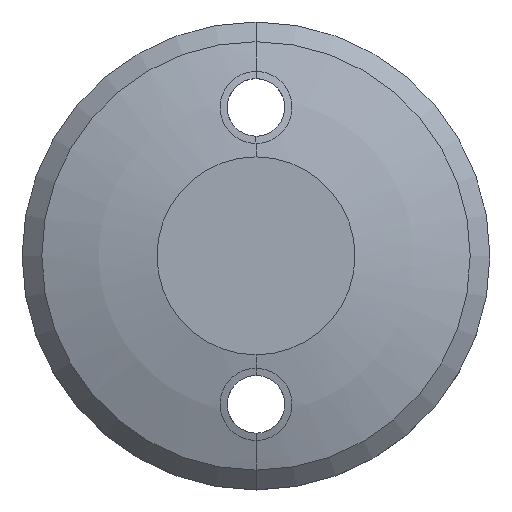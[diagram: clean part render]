
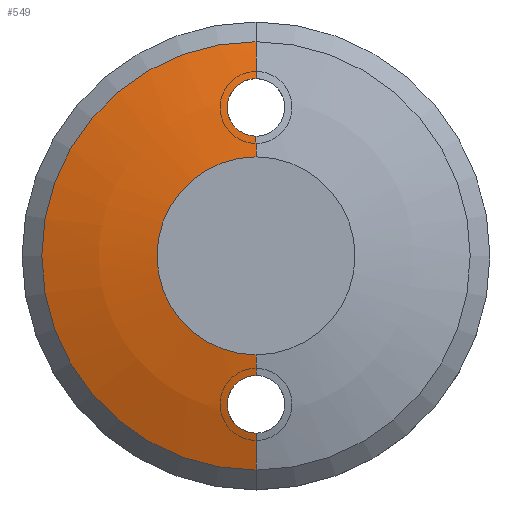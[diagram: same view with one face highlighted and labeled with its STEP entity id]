
A CAD part, top view. The second image highlights one B-rep face of the part: STEP entity #549.
In plain terms, the highlighted spherical face has radius 17 mm.
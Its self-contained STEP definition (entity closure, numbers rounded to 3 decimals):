
#81=CARTESIAN_POINT('',(0.,0.,-0.852));
#82=DIRECTION('',(0.,0.,1.));
#83=DIRECTION('',(0.,1.,0.));
#84=AXIS2_PLACEMENT_3D('',#81,#82,#83);
#86=CARTESIAN_POINT('',(-0.8,4.125,-0.304));
#87=CARTESIAN_POINT('',(-0.8,4.168,-0.314));
#88=CARTESIAN_POINT('',(-0.793,4.256,
-0.336));
#89=CARTESIAN_POINT('',(-0.759,4.391,
-0.37));
#90=CARTESIAN_POINT('',(-0.702,4.517,
-0.402));
#91=CARTESIAN_POINT('',(-0.628,4.625,
-0.429));
#92=CARTESIAN_POINT('',(-0.544,4.716,
-0.452));
#93=CARTESIAN_POINT('',(-0.427,4.808,
-0.475));
#94=CARTESIAN_POINT('',(-0.29,4.876,
-0.493));
#95=CARTESIAN_POINT('',(-0.142,4.917,
-0.503));
#96=CARTESIAN_POINT('',(-0.046,4.925,-0.505));
#97=CARTESIAN_POINT('',(0.,4.925,-0.505));
#99=CARTESIAN_POINT('',(0.,3.325,-0.104));
#100=CARTESIAN_POINT('',(-0.051,3.325,-0.104));
#101=CARTESIAN_POINT('',(-0.151,3.334,
-0.107));
#102=CARTESIAN_POINT('',(-0.298,3.378,
-0.117));
#103=CARTESIAN_POINT('',(-0.429,3.444,
-0.134));
#104=CARTESIAN_POINT('',(-0.548,3.536,
-0.157));
#105=CARTESIAN_POINT('',(-0.654,3.655,
-0.186));
#106=CARTESIAN_POINT('',(-0.738,3.8,
-0.222));
#107=CARTESIAN_POINT('',(-0.789,3.962,
-0.263));
#108=CARTESIAN_POINT('',(-0.8,4.071,-0.29));
#109=CARTESIAN_POINT('',(-0.8,4.125,-0.304));
#111=CARTESIAN_POINT('',(-0.8,-4.125,-0.304));
#112=CARTESIAN_POINT('',(-0.8,-4.077,-0.292));
#113=CARTESIAN_POINT('',(-0.791,-3.98,
-0.267));
#114=CARTESIAN_POINT('',(-0.751,-3.835,
-0.231));
#115=CARTESIAN_POINT('',(-0.684,-3.702,
-0.198));
#116=CARTESIAN_POINT('',(-0.596,-3.586,
-0.169));
#117=CARTESIAN_POINT('',(-0.497,-3.493,
-0.146));
#118=CARTESIAN_POINT('',(-0.386,-3.42,
-0.128));
#119=CARTESIAN_POINT('',(-0.266,-3.367,
-0.115));
#120=CARTESIAN_POINT('',(-0.134,-3.332,
-0.106));
#121=CARTESIAN_POINT('',(-0.045,-3.325,-0.104));
#122=CARTESIAN_POINT('',(0.,-3.325,-0.104));
#124=CARTESIAN_POINT('',(0.,-4.925,-0.505));
#125=CARTESIAN_POINT('',(-0.047,-4.925,-0.505));
#126=CARTESIAN_POINT('',(-0.143,-4.917,
-0.503));
#127=CARTESIAN_POINT('',(-0.294,-4.875,
-0.492));
#128=CARTESIAN_POINT('',(-0.431,-4.805,
-0.475));
#129=CARTESIAN_POINT('',(-0.548,-4.713,
-0.451));
#130=CARTESIAN_POINT('',(-0.631,-4.622,
-0.429));
#131=CARTESIAN_POINT('',(-0.704,-4.513,
-0.401));
#132=CARTESIAN_POINT('',(-0.76,-4.388,
-0.37));
#133=CARTESIAN_POINT('',(-0.793,-4.255,
-0.336));
#134=CARTESIAN_POINT('',(-0.8,-4.168,-0.314));
#135=CARTESIAN_POINT('',(-0.8,-4.125,-0.304));
#137=CARTESIAN_POINT('',(0.,0.,-16.776));
#138=DIRECTION('',(-1.,0.,0.));
#139=DIRECTION('',(0.,-0.35,0.937));
#140=AXIS2_PLACEMENT_3D('',#137,#138,#139);
#167=CARTESIAN_POINT('',(0.,0.,-16.776));
#168=DIRECTION('',(-1.,0.,0.));
#169=DIRECTION('',(0.,-0.196,0.981));
#170=AXIS2_PLACEMENT_3D('',#167,#168,#169);
#172=CARTESIAN_POINT('',(0.,0.,-16.776));
#173=DIRECTION('',(1.,0.,0.));
#174=DIRECTION('',(0.,0.196,0.981));
#175=AXIS2_PLACEMENT_3D('',#172,#173,#174);
#203=CARTESIAN_POINT('',(0.,0.,-16.776));
#204=DIRECTION('',(1.,0.,0.));
#205=DIRECTION('',(0.,0.35,0.937));
#206=AXIS2_PLACEMENT_3D('',#203,#204,#205);
#255=CARTESIAN_POINT('',(0.,0.,0.));
#256=DIRECTION('',(0.,0.,1.));
#257=DIRECTION('',(0.,1.,0.));
#258=AXIS2_PLACEMENT_3D('',#255,#256,#257);
#399=CARTESIAN_POINT('',(-0.8,-4.125,-0.304));
#400=VERTEX_POINT('',#399);
#405=CARTESIAN_POINT('',(-0.8,4.125,-0.304));
#406=VERTEX_POINT('',#405);
#415=CARTESIAN_POINT('',(0.,2.75,0.));
#416=CARTESIAN_POINT('',(0.,-2.75,0.));
#417=VERTEX_POINT('',#415);
#418=VERTEX_POINT('',#416);
#419=VERTEX_POINT('',#124);
#420=VERTEX_POINT('',#122);
#421=VERTEX_POINT('',#97);
#422=VERTEX_POINT('',#99);
#431=CARTESIAN_POINT('',(0.,-5.952,-0.852));
#432=VERTEX_POINT('',#431);
#433=CARTESIAN_POINT('',(0.,5.952,-0.852));
#434=VERTEX_POINT('',#433);
#524=CARTESIAN_POINT('',(0.,0.,-16.776));
#525=DIRECTION('',(0.,0.,1.));
#526=DIRECTION('',(0.,1.,0.));
#527=AXIS2_PLACEMENT_3D('',#524,#525,#526);
#528=SPHERICAL_SURFACE('',#527,17.);
#530=ORIENTED_EDGE('',*,*,#529,.F.);
#532=ORIENTED_EDGE('',*,*,#531,.F.);
#534=ORIENTED_EDGE('',*,*,#533,.T.);
#535=ORIENTED_EDGE('',*,*,#516,.F.);
#536=ORIENTED_EDGE('',*,*,#475,.F.);
#538=ORIENTED_EDGE('',*,*,#537,.T.);
#540=ORIENTED_EDGE('',*,*,#539,.T.);
#542=ORIENTED_EDGE('',*,*,#541,.F.);
#544=ORIENTED_EDGE('',*,*,#543,.F.);
#546=ORIENTED_EDGE('',*,*,#545,.F.);
#547=EDGE_LOOP('',(#530,#532,#534,#535,#536,#538,#540,#542,#544,#546));
#548=FACE_OUTER_BOUND('',#547,.F.);
#549=ADVANCED_FACE('',(#548),#528,.T.);
#85=CIRCLE('',#84,5.952);
#98=B_SPLINE_CURVE_WITH_KNOTS('',3,(#86,#87,#88,#89,#90,#91,#92,#93,#94,#95,#96,
#97),.UNSPECIFIED.,.F.,.F.,(4,1,1,1,1,1,1,1,1,4),(0.,0.111,
0.222,0.333,0.444,0.556,
0.667,0.778,0.889,1.),.UNSPECIFIED.);
#110=B_SPLINE_CURVE_WITH_KNOTS('',3,(#99,#100,#101,#102,#103,#104,#105,#106,
#107,#108,#109),.UNSPECIFIED.,.F.,.F.,(4,1,1,1,1,1,1,1,4),(0.,0.125,0.25,
0.375,0.5,0.625,0.75,0.875,1.),.UNSPECIFIED.);
#123=B_SPLINE_CURVE_WITH_KNOTS('',3,(#111,#112,#113,#114,#115,#116,#117,#118,
#119,#120,#121,#122),.UNSPECIFIED.,.F.,.F.,(4,1,1,1,1,1,1,1,1,4),(0.,
0.111,0.222,0.333,0.444,
0.556,0.667,0.778,0.889,1.),
.UNSPECIFIED.);
#136=B_SPLINE_CURVE_WITH_KNOTS('',3,(#124,#125,#126,#127,#128,#129,#130,#131,
#132,#133,#134,#135),.UNSPECIFIED.,.F.,.F.,(4,1,1,1,1,1,1,1,1,4),(0.,
0.111,0.222,0.333,0.444,
0.556,0.667,0.778,0.889,1.),
.UNSPECIFIED.);
#141=CIRCLE('',#140,17.);
#171=CIRCLE('',#170,17.);
#176=CIRCLE('',#175,17.);
#207=CIRCLE('',#206,17.);
#259=CIRCLE('',#258,2.75);
#475=EDGE_CURVE('',#422,#406,#110,.T.);
#516=EDGE_CURVE('',#406,#421,#98,.T.);
#529=EDGE_CURVE('',#432,#419,#141,.T.);
#531=EDGE_CURVE('',#434,#432,#85,.T.);
#533=EDGE_CURVE('',#434,#421,#207,.T.);
#537=EDGE_CURVE('',#422,#417,#176,.T.);
#539=EDGE_CURVE('',#417,#418,#259,.T.);
#541=EDGE_CURVE('',#420,#418,#171,.T.);
#543=EDGE_CURVE('',#400,#420,#123,.T.);
#545=EDGE_CURVE('',#419,#400,#136,.T.);
